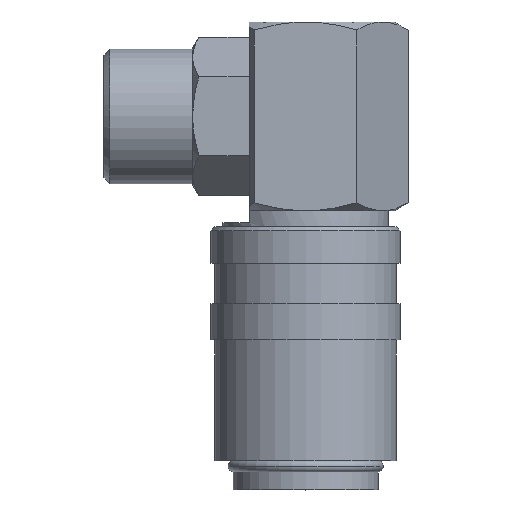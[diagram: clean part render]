
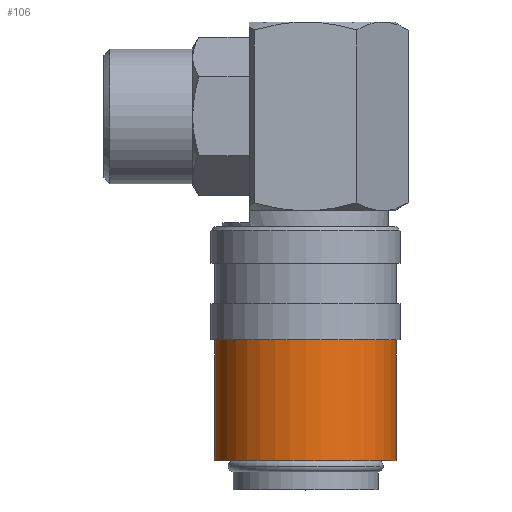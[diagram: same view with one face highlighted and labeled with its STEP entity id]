
A CAD part, top view. The second image highlights one B-rep face of the part: STEP entity #106.
In plain terms, the highlighted cylindrical face has radius 11.25 mm (diameter 22.5 mm), a partial arc.
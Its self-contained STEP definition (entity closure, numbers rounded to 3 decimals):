
#106=ADVANCED_FACE('',(#282),#283,.T.);
#282=FACE_OUTER_BOUND('',#533,.T.);
#283=CYLINDRICAL_SURFACE('',#534,11.25);
#533=EDGE_LOOP('',(#787,#788,#789,#790));
#534=AXIS2_PLACEMENT_3D('',#791,#792,#793);
#787=ORIENTED_EDGE('',*,*,#1447,.T.);
#788=ORIENTED_EDGE('',*,*,#1448,.F.);
#789=ORIENTED_EDGE('',*,*,#1449,.T.);
#790=ORIENTED_EDGE('',*,*,#1450,.T.);
#791=CARTESIAN_POINT('',(0.0,11.1,0.0));
#792=DIRECTION('',(-0.0,1.0,0.0));
#793=DIRECTION('',(1.0,0.0,0.0));
#1447=EDGE_CURVE('',#1710,#1711,#1712,.T.);
#1448=EDGE_CURVE('',#1713,#1711,#1714,.T.);
#1449=EDGE_CURVE('',#1713,#1715,#1716,.T.);
#1450=EDGE_CURVE('',#1715,#1710,#1717,.T.);
#1710=VERTEX_POINT('',#2076);
#1711=VERTEX_POINT('',#2077);
#1712=LINE('',#2078,#2079);
#1713=VERTEX_POINT('',#2080);
#1714=CIRCLE('',#2081,11.25);
#1715=VERTEX_POINT('',#2082);
#1716=LINE('',#2083,#2084);
#1717=CIRCLE('',#2085,11.25);
#2076=CARTESIAN_POINT('',(11.25,3.6,0.0));
#2077=CARTESIAN_POINT('',(11.25,18.6,0.0));
#2078=CARTESIAN_POINT('',(11.25,11.1,0.));
#2079=VECTOR('',#2969,1.0);
#2080=CARTESIAN_POINT('',(-11.25,18.6,0.));
#2081=AXIS2_PLACEMENT_3D('',#2970,#2971,#2972);
#2082=CARTESIAN_POINT('',(-11.25,3.6,0.));
#2083=CARTESIAN_POINT('',(-11.25,11.1,0.));
#2084=VECTOR('',#2973,1.0);
#2085=AXIS2_PLACEMENT_3D('',#2974,#2975,#2976);
#2969=DIRECTION('',(0.0,1.0,0.0));
#2970=CARTESIAN_POINT('',(0.0,18.6,0.0));
#2971=DIRECTION('',(-0.0,1.0,0.0));
#2972=DIRECTION('',(1.0,0.0,0.0));
#2973=DIRECTION('',(-0.0,-1.0,-0.0));
#2974=CARTESIAN_POINT('',(0.0,3.6,0.0));
#2975=DIRECTION('',(-0.0,1.0,0.0));
#2976=DIRECTION('',(1.0,0.0,0.0));
